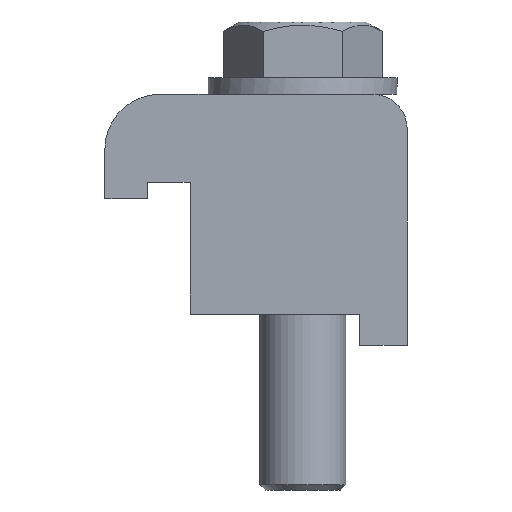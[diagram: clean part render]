
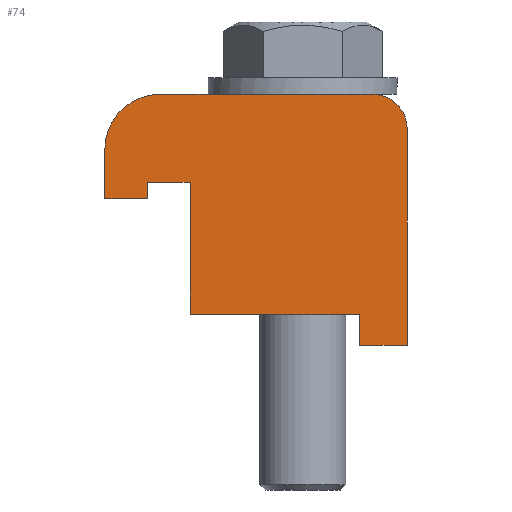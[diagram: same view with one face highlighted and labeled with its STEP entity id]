
A CAD part, front view. The second image highlights one B-rep face of the part: STEP entity #74.
In plain terms, the highlighted planar face has unit normal (0, -1, 0).
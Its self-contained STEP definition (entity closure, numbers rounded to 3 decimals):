
#74 = ADVANCED_FACE( '', ( #166 ), #167, .F. );
#166 = FACE_OUTER_BOUND( '', #279, .T. );
#167 = PLANE( '', #280 );
#279 = EDGE_LOOP( '', ( #425, #426, #427, #428, #429, #430, #431, #432, #433, #434, #435, #436 ) );
#280 = AXIS2_PLACEMENT_3D( '', #437, #438, #439 );
#425 = ORIENTED_EDGE( '', *, *, #657, .F. );
#426 = ORIENTED_EDGE( '', *, *, #658, .T. );
#427 = ORIENTED_EDGE( '', *, *, #659, .F. );
#428 = ORIENTED_EDGE( '', *, *, #660, .T. );
#429 = ORIENTED_EDGE( '', *, *, #619, .F. );
#430 = ORIENTED_EDGE( '', *, *, #661, .F. );
#431 = ORIENTED_EDGE( '', *, *, #633, .F. );
#432 = ORIENTED_EDGE( '', *, *, #662, .F. );
#433 = ORIENTED_EDGE( '', *, *, #663, .F. );
#434 = ORIENTED_EDGE( '', *, *, #664, .F. );
#435 = ORIENTED_EDGE( '', *, *, #665, .F. );
#436 = ORIENTED_EDGE( '', *, *, #649, .F. );
#437 = CARTESIAN_POINT( '', ( 0., 0., 23.216 ) );
#438 = DIRECTION( '', ( 0., 1., 0. ) );
#439 = DIRECTION( '', ( 0., 0., 1. ) );
#619 = EDGE_CURVE( '', #718, #719, #720, .T. );
#633 = EDGE_CURVE( '', #743, #744, #745, .T. );
#649 = EDGE_CURVE( '', #769, #770, #771, .T. );
#657 = EDGE_CURVE( '', #783, #769, #784, .T. );
#658 = EDGE_CURVE( '', #783, #785, #786, .F. );
#659 = EDGE_CURVE( '', #787, #785, #788, .T. );
#660 = EDGE_CURVE( '', #787, #719, #789, .F. );
#661 = EDGE_CURVE( '', #744, #718, #790, .T. );
#662 = EDGE_CURVE( '', #791, #743, #792, .T. );
#663 = EDGE_CURVE( '', #793, #791, #794, .T. );
#664 = EDGE_CURVE( '', #795, #793, #796, .T. );
#665 = EDGE_CURVE( '', #770, #795, #797, .T. );
#718 = VERTEX_POINT( '', #864 );
#719 = VERTEX_POINT( '', #865 );
#720 = LINE( '', #866, #867 );
#743 = VERTEX_POINT( '', #955 );
#744 = VERTEX_POINT( '', #956 );
#745 = LINE( '', #957, #958 );
#769 = VERTEX_POINT( '', #991 );
#770 = VERTEX_POINT( '', #992 );
#771 = LINE( '', #993, #994 );
#783 = VERTEX_POINT( '', #1010 );
#784 = LINE( '', #1011, #1012 );
#785 = VERTEX_POINT( '', #1013 );
#786 = CIRCLE( '', #1014, 3.175 );
#787 = VERTEX_POINT( '', #1015 );
#788 = LINE( '', #1016, #1017 );
#789 = CIRCLE( '', #1018, 5.08 );
#790 = LINE( '', #1019, #1020 );
#791 = VERTEX_POINT( '', #1021 );
#792 = LINE( '', #1022, #1023 );
#793 = VERTEX_POINT( '', #1024 );
#794 = LINE( '', #1025, #1026 );
#795 = VERTEX_POINT( '', #1027 );
#796 = LINE( '', #1028, #1029 );
#797 = LINE( '', #1030, #1031 );
#864 = CARTESIAN_POINT( '', ( 0., 0., 13.564 ) );
#865 = CARTESIAN_POINT( '', ( 0., 0., 18.136 ) );
#866 = CARTESIAN_POINT( '', ( 0., 0., 13.564 ) );
#867 = VECTOR( '', #1117, 1000. );
#955 = CARTESIAN_POINT( '', ( 3.962, 0., 15.088 ) );
#956 = CARTESIAN_POINT( '', ( 3.962, 0., 13.564 ) );
#957 = CARTESIAN_POINT( '', ( 3.962, 0., 15.088 ) );
#958 = VECTOR( '', #1124, 1000. );
#991 = CARTESIAN_POINT( '', ( 27.94, 0., 0. ) );
#992 = CARTESIAN_POINT( '', ( 23.571, 0., 0. ) );
#993 = CARTESIAN_POINT( '', ( 27.94, 0., 0. ) );
#994 = VECTOR( '', #1140, 1000. );
#1010 = CARTESIAN_POINT( '', ( 27.94, 0., 20.041 ) );
#1011 = CARTESIAN_POINT( '', ( 27.94, 0., 23.216 ) );
#1012 = VECTOR( '', #1148, 1000. );
#1013 = CARTESIAN_POINT( '', ( 24.765, 0., 23.216 ) );
#1014 = AXIS2_PLACEMENT_3D( '', #1149, #1150, #1151 );
#1015 = CARTESIAN_POINT( '', ( 5.08, 0., 23.216 ) );
#1016 = CARTESIAN_POINT( '', ( 0., 0., 23.216 ) );
#1017 = VECTOR( '', #1152, 1000. );
#1018 = AXIS2_PLACEMENT_3D( '', #1153, #1154, #1155 );
#1019 = CARTESIAN_POINT( '', ( 3.962, 0., 13.564 ) );
#1020 = VECTOR( '', #1156, 1000. );
#1021 = CARTESIAN_POINT( '', ( 7.874, 0., 15.088 ) );
#1022 = CARTESIAN_POINT( '', ( 7.874, 0., 15.088 ) );
#1023 = VECTOR( '', #1157, 1000. );
#1024 = CARTESIAN_POINT( '', ( 7.874, 0., 2.896 ) );
#1025 = CARTESIAN_POINT( '', ( 7.874, 0., 2.896 ) );
#1026 = VECTOR( '', #1158, 1000. );
#1027 = CARTESIAN_POINT( '', ( 23.571, 0., 2.896 ) );
#1028 = CARTESIAN_POINT( '', ( 23.571, 0., 2.896 ) );
#1029 = VECTOR( '', #1159, 1000. );
#1030 = CARTESIAN_POINT( '', ( 23.571, 0., 0. ) );
#1031 = VECTOR( '', #1160, 1000. );
#1117 = DIRECTION( '', ( 0., 0., 1. ) );
#1124 = DIRECTION( '', ( 0., 0., -1. ) );
#1140 = DIRECTION( '', ( -1., 0., 0. ) );
#1148 = DIRECTION( '', ( 0., 0., -1. ) );
#1149 = CARTESIAN_POINT( '', ( 24.765, 0., 20.041 ) );
#1150 = DIRECTION( '', ( 0., 1., 0. ) );
#1151 = DIRECTION( '', ( 0., 0., 1. ) );
#1152 = DIRECTION( '', ( 1., 0., 0. ) );
#1153 = CARTESIAN_POINT( '', ( 5.08, 0., 18.136 ) );
#1154 = DIRECTION( '', ( 0., 1., 0. ) );
#1155 = DIRECTION( '', ( 0., 0., 1. ) );
#1156 = DIRECTION( '', ( -1., 0., 0. ) );
#1157 = DIRECTION( '', ( -1., 0., 0. ) );
#1158 = DIRECTION( '', ( 0., 0., 1. ) );
#1159 = DIRECTION( '', ( -1., 0., 0. ) );
#1160 = DIRECTION( '', ( 0., 0., 1. ) );
